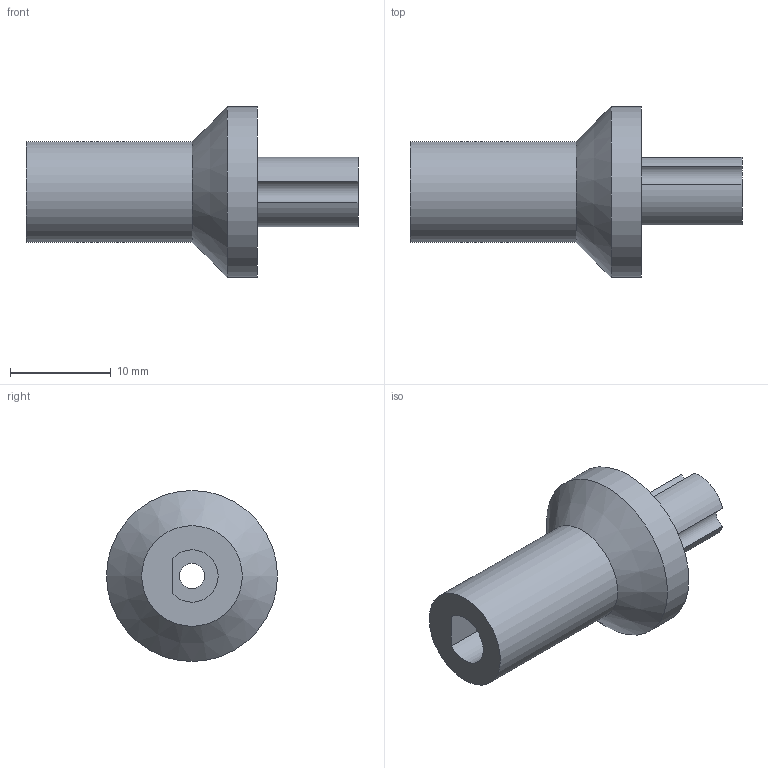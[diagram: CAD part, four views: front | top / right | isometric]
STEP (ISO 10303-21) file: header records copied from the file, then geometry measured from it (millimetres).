
FILE_DESCRIPTION(/* description */ (''),/* implementation_level */ '2;1');
FILE_NAME(/* name */ 'передача момента.stp',/* time_stamp */ '2023-04-10T16:28:56+08:00',/* author */ ('deryu'),/* organization */ (''),/* preprocessor_version */ 'ST-DEVELOPER v19',/* originating_system */ 'Autodesk Inventor 2023',/* authorisation */ '');
FILE_SCHEMA (('AUTOMOTIVE_DESIGN { 1 0 10303 214 3 1 1 }'));
Length unit declared in the file: millimetre
Products named in the file (1): передача момента
Bounding box: 33 x 17 x 17 mm (x, y, z)
Volume: 2355.4 mm3; surface area: 1849.5 mm2
Topology: 1 solids, 1 shells, 16 faces, 36 edges, 24 vertices
Faces by surface type: cylinder 10, plane 5, cone 1
Full cylindrical faces by diameter (mm): 2.5 x1, 10 x1, 17 x1
Entity records: 509 total; most frequent: DIRECTION 92, CARTESIAN_POINT 77, ORIENTED_EDGE 72, AXIS2_PLACEMENT_3D 39, EDGE_CURVE 36, VERTEX_POINT 24, CIRCLE 22, EDGE_LOOP 20
